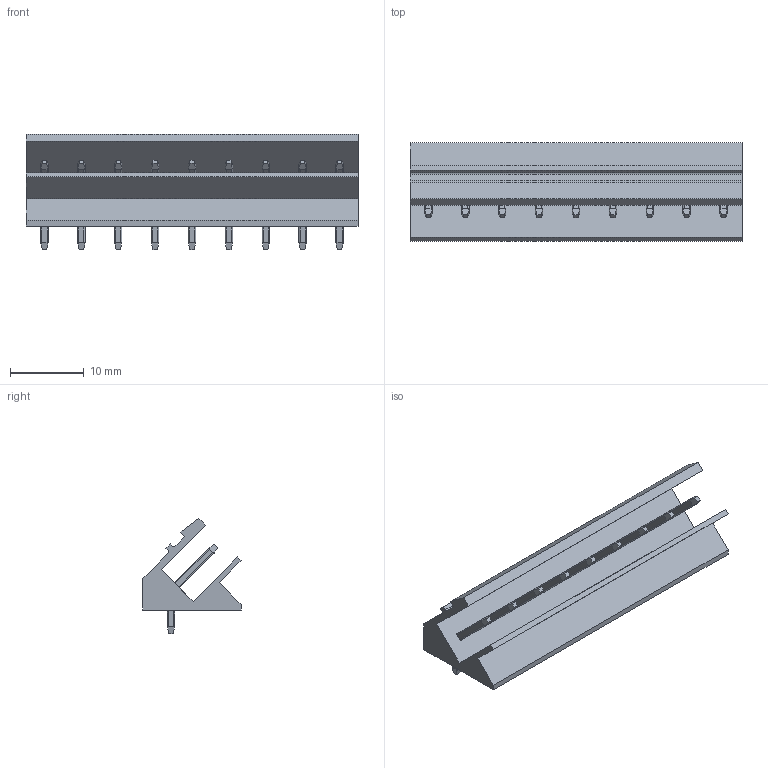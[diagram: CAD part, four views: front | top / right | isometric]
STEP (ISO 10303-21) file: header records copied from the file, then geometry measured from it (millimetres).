
FILE_DESCRIPTION(('CATIA V5 STEP Exchange','CAx-IF Rec.Pracs.--- Model Styling and Organization---1.2---2011-12-15'),'2;1');
FILE_NAME ('D1453851_0_1630320000_1630320000.stp','2018-10-13T04:07:08+00:00',('none'),('Weidmueller'),'CATIA Version 5-6 Release 2014','CATIA V5 STEP AP214','none');
FILE_SCHEMA(('AUTOMOTIVE_DESIGN { 1 0 10303 214 1 1 1 1 }'));
Length unit declared in the file: millimetre
Products named in the file (1): 1630320000
Bounding box: 45 x 13.3 x 15.63 mm (x, y, z)
Volume: 2684.5 mm3; surface area: 3633 mm2
Topology: 10 solids, 10 shells, 364 faces, 960 edges, 616 vertices
Faces by surface type: plane 218, cylinder 146
Entity records: 13137 total; most frequent: CARTESIAN_POINT 4952, ORIENTED_EDGE 1920, DIRECTION 1216, EDGE_CURVE 954, VECTOR 666, LINE 666, VERTEX_POINT 608, EDGE_LOOP 382
